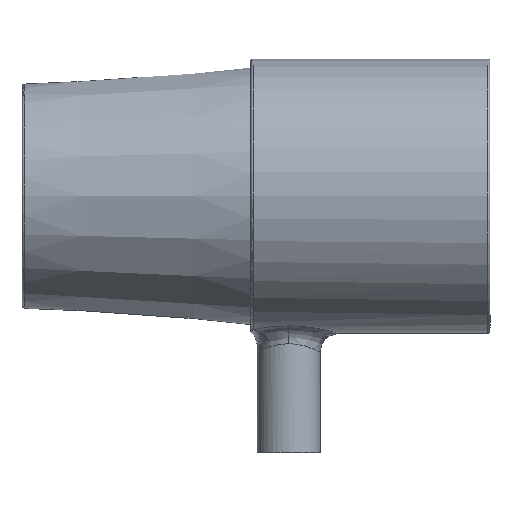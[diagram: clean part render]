
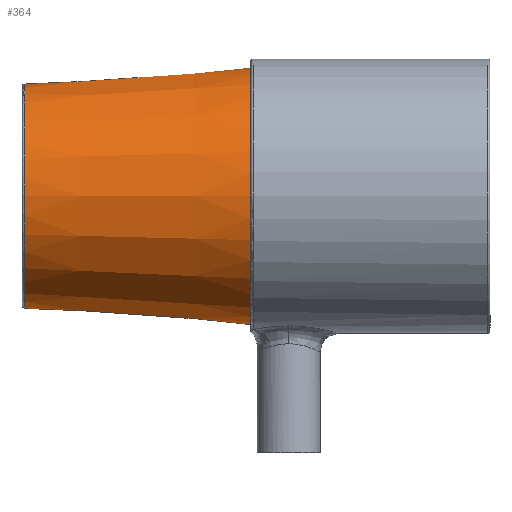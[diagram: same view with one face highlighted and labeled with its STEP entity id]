
A CAD part, left-side view. The second image highlights one B-rep face of the part: STEP entity #364.
In plain terms, the highlighted conical face has half-angle 4.086 degrees and reference radius 1000 mm.
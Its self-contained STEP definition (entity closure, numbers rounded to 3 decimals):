
#30=CONICAL_SURFACE('',#419,1000.,0.071);
#50=FACE_OUTER_BOUND('',#75,.T.);
#75=EDGE_LOOP('',(#295,#296,#297,#298,#299,#300,#301));
#100=CIRCLE('',#412,11.8);
#101=CIRCLE('',#413,11.8);
#103=CIRCLE('',#416,10.317);
#104=CIRCLE('',#417,10.317);
#105=CIRCLE('',#418,10.317);
#115=LINE('',#1634,#123);
#123=VECTOR('',#509,1000.);
#167=VERTEX_POINT('',#1621);
#168=VERTEX_POINT('',#1622);
#169=VERTEX_POINT('',#1626);
#170=VERTEX_POINT('',#1628);
#171=VERTEX_POINT('',#1630);
#212=EDGE_CURVE('',#167,#168,#100,.T.);
#213=EDGE_CURVE('',#168,#167,#101,.T.);
#215=EDGE_CURVE('',#169,#170,#103,.T.);
#216=EDGE_CURVE('',#170,#171,#104,.T.);
#217=EDGE_CURVE('',#171,#169,#105,.T.);
#218=EDGE_CURVE('',#168,#171,#115,.T.);
#295=ORIENTED_EDGE('',*,*,#212,.T.);
#296=ORIENTED_EDGE('',*,*,#218,.T.);
#297=ORIENTED_EDGE('',*,*,#216,.F.);
#298=ORIENTED_EDGE('',*,*,#215,.F.);
#299=ORIENTED_EDGE('',*,*,#217,.F.);
#300=ORIENTED_EDGE('',*,*,#218,.F.);
#301=ORIENTED_EDGE('',*,*,#213,.T.);
#364=ADVANCED_FACE('',(#50),#30,.T.);
#412=AXIS2_PLACEMENT_3D('',#1623,#493,#494);
#413=AXIS2_PLACEMENT_3D('',#1624,#495,#496);
#416=AXIS2_PLACEMENT_3D('',#1629,#501,#502);
#417=AXIS2_PLACEMENT_3D('',#1631,#503,#504);
#418=AXIS2_PLACEMENT_3D('',#1632,#505,#506);
#419=AXIS2_PLACEMENT_3D('',#1633,#507,#508);
#493=DIRECTION('center_axis',(0.,1.,0.));
#494=DIRECTION('ref_axis',(1.,0.,0.));
#495=DIRECTION('center_axis',(0.,1.,0.));
#496=DIRECTION('ref_axis',(1.,0.,0.));
#501=DIRECTION('center_axis',(0.,1.,0.));
#502=DIRECTION('ref_axis',(-1.,0.,0.));
#503=DIRECTION('center_axis',(0.,1.,0.));
#504=DIRECTION('ref_axis',(-1.,0.,0.));
#505=DIRECTION('center_axis',(0.,1.,0.));
#506=DIRECTION('ref_axis',(-1.,0.,0.));
#507=DIRECTION('center_axis',(0.,-1.,0.));
#508=DIRECTION('ref_axis',(1.,0.,0.));
#509=DIRECTION('',(0.071,0.997,0.));
#1621=CARTESIAN_POINT('',(11.8,22.,0.));
#1622=CARTESIAN_POINT('',(-11.8,22.,0.));
#1623=CARTESIAN_POINT('Origin',(0.,22.,0.));
#1624=CARTESIAN_POINT('Origin',(0.,22.,0.));
#1626=CARTESIAN_POINT('',(5.367,42.768,8.811));
#1628=CARTESIAN_POINT('',(10.317,42.768,0.));
#1629=CARTESIAN_POINT('Origin',(0.,42.768,0.));
#1630=CARTESIAN_POINT('',(-10.317,42.768,0.));
#1631=CARTESIAN_POINT('Origin',(0.,42.768,0.));
#1632=CARTESIAN_POINT('Origin',(0.,42.768,0.));
#1633=CARTESIAN_POINT('Origin',(0.,-13812.8,0.));
#1634=CARTESIAN_POINT('',(-1000.,-13812.8,0.));
